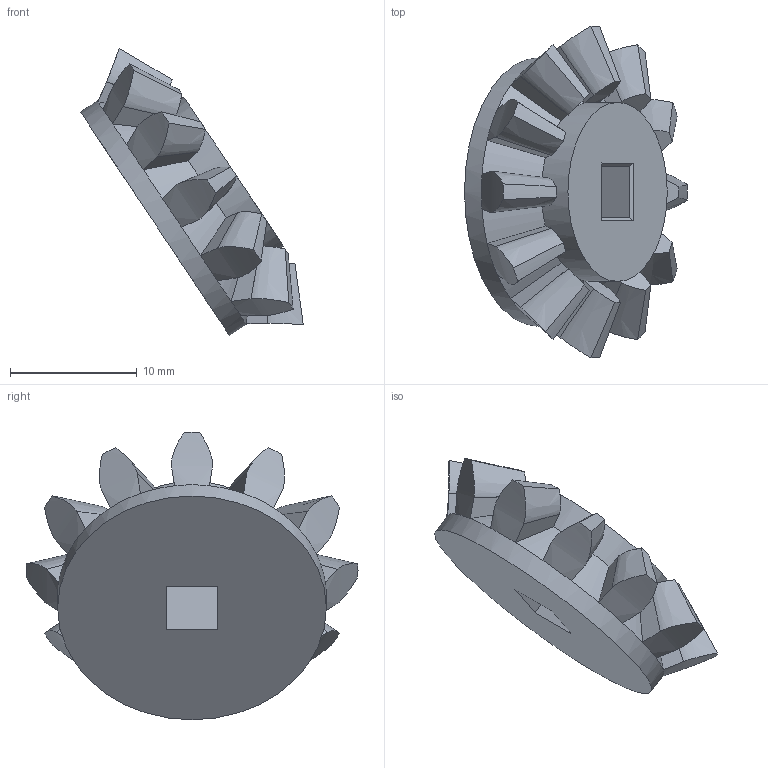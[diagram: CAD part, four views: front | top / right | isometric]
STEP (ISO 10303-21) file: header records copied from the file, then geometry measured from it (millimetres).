
FILE_DESCRIPTION(/* description */ (''),/* implementation_level */ '2;1');
FILE_NAME(/* name */ 'Pinion.step',/* time_stamp */ '2025-09-09T22:25:34+02:00',/* author */ (''),/* organization */ (''),/* preprocessor_version */ 'ST-DEVELOPER v20.1',/* originating_system */ 'Autodesk Translation Framework v14.10.0.0',/* authorisation */ '');
FILE_SCHEMA (('AUTOMOTIVE_DESIGN { 1 0 10303 214 3 1 1 }'));
Length unit declared in the file: millimetre
Products named in the file (1): 2025-09-09-22-25-34-641
Bounding box: 17.61 x 26.22 x 22.7 mm (x, y, z)
Volume: 2169.5 mm3; surface area: 1684.8 mm2
Topology: 1 solids, 1 shells, 132 faces, 350 edges, 220 vertices
Faces by surface type: bspline 84, cone 36, plane 10, cylinder 2
Full cylindrical faces by diameter (mm): 14.137 x1, 21.226 x1
Entity records: 6226 total; most frequent: CARTESIAN_POINT 3690, ORIENTED_EDGE 700, EDGE_CURVE 350, B_SPLINE_CURVE_WITH_KNOTS 276, DIRECTION 224, VERTEX_POINT 220, EDGE_LOOP 134, FACE_OUTER_BOUND 132
